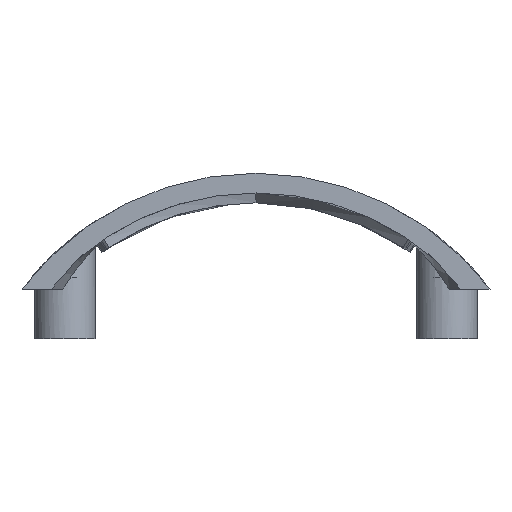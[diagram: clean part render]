
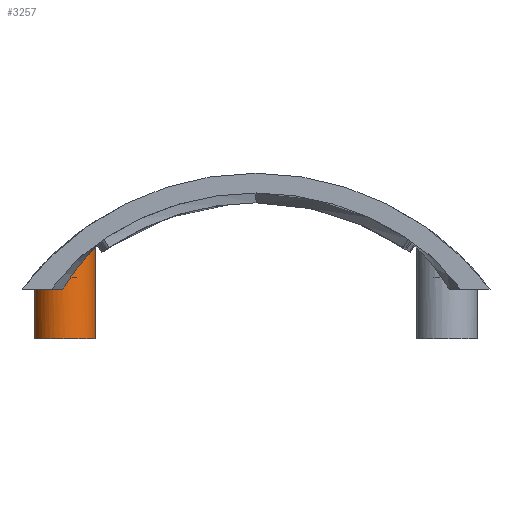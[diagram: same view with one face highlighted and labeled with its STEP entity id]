
A CAD part, front view. The second image highlights one B-rep face of the part: STEP entity #3257.
In plain terms, the highlighted cylindrical face has radius 3.1 mm (diameter 6.2 mm), a partial arc.
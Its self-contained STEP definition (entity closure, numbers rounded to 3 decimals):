
#8 = CARTESIAN_POINT ( 'NONE',  ( 7.355, 3.074, 4.117 ) ) ;
#98 = CARTESIAN_POINT ( 'NONE',  ( 4.644, 0.849, 0.774 ) ) ;
#390 = DIRECTION ( 'NONE',  ( 0., 0., 1. ) ) ;
#583 = CARTESIAN_POINT ( 'NONE',  ( 7.475, 3.937, 4.236 ) ) ;
#612 = CARTESIAN_POINT ( 'NONE',  ( 5.664, 1.118, 2.193 ) ) ;
#659 = CARTESIAN_POINT ( 'NONE',  ( 5.049, 0.911, 1.364 ) ) ;
#660 = CARTESIAN_POINT ( 'NONE',  ( 4.149, 0.846, 0. ) ) ;
#881 = CARTESIAN_POINT ( 'NONE',  ( 4.518, 0.84, 0.584 ) ) ;
#1040 = VERTEX_POINT ( 'NONE', #583 ) ;
#1091 = VECTOR ( 'NONE', #390, 1000. ) ;
#1149 = DIRECTION ( 'NONE',  ( 0., 0., 1. ) ) ;
#1275 = CARTESIAN_POINT ( 'NONE',  ( 6.665, 1.847, 3.388 ) ) ;
#1455 = CARTESIAN_POINT ( 'NONE',  ( 6.59, 1.768, 3.305 ) ) ;
#1591 = CARTESIAN_POINT ( 'NONE',  ( 4.653, 0.85, 0.788 ) ) ;
#1781 = DIRECTION ( 'NONE',  ( 0., 0., -1. ) ) ;
#1801 = CARTESIAN_POINT ( 'NONE',  ( 1.275, 3.938, -13.797 ) ) ;
#1827 = DIRECTION ( 'NONE',  ( 1., 0., 0. ) ) ;
#1898 = AXIS2_PLACEMENT_3D ( 'NONE', #5094, #4430, #3104 ) ;
#1991 = CARTESIAN_POINT ( 'NONE',  ( 7.475, 3.938, -13.797 ) ) ;
#2028 = CARTESIAN_POINT ( 'NONE',  ( 7.233, 2.731, 3.994 ) ) ;
#2072 = CARTESIAN_POINT ( 'NONE',  ( 6.884, 2.113, 3.628 ) ) ;
#2164 = CARTESIAN_POINT ( 'NONE',  ( 7.184, 2.621, 3.943 ) ) ;
#2258 = CARTESIAN_POINT ( 'NONE',  ( 4.325, 0.837, 0.283 ) ) ;
#2303 = CARTESIAN_POINT ( 'NONE',  ( 4.238, 0.839, 0.144 ) ) ;
#2443 = VERTEX_POINT ( 'NONE', #5933 ) ;
#2672 = CARTESIAN_POINT ( 'NONE',  ( 4.375, 3.938, 0. ) ) ;
#2685 = CARTESIAN_POINT ( 'NONE',  ( 7.101, 2.46, 3.857 ) ) ;
#2825 = CARTESIAN_POINT ( 'NONE',  ( 6.35, 1.546, 3.031 ) ) ;
#3104 = DIRECTION ( 'NONE',  ( 1., 0., 0. ) ) ;
#3151 = DIRECTION ( 'NONE',  ( 0., 0., 1. ) ) ;
#3200 = ORIENTED_EDGE ( 'NONE', *, *, #3376, .T. ) ;
#3257 = ADVANCED_FACE ( 'NONE', ( #8086 ), #5899, .T. ) ;
#3376 = EDGE_CURVE ( 'NONE', #1040, #4330, #6674, .T. ) ;
#3387 = CARTESIAN_POINT ( 'NONE',  ( 5.832, 1.2, 2.407 ) ) ;
#3481 = CARTESIAN_POINT ( 'NONE',  ( 5.588, 1.084, 2.094 ) ) ;
#3527 = CARTESIAN_POINT ( 'NONE',  ( 5.433, 1.021, 1.891 ) ) ;
#3571 = CARTESIAN_POINT ( 'NONE',  ( 7.475, 3.937, 4.236 ) ) ;
#3594 = CARTESIAN_POINT ( 'NONE',  ( 4.375, 3.938, -13.797 ) ) ;
#3856 = CIRCLE ( 'NONE', #1898, 3.1 ) ;
#3863 = DIRECTION ( 'NONE',  ( 1., 0., 0. ) ) ;
#3871 = LINE ( 'NONE', #1801, #1091 ) ;
#3971 = EDGE_CURVE ( 'NONE', #4330, #5428, #7572, .T. ) ;
#4143 = CARTESIAN_POINT ( 'NONE',  ( 6.119, 1.373, 2.757 ) ) ;
#4234 = CARTESIAN_POINT ( 'NONE',  ( 5.158, 0.938, 1.517 ) ) ;
#4328 = CARTESIAN_POINT ( 'NONE',  ( 6.475, 1.652, 3.175 ) ) ;
#4330 = VERTEX_POINT ( 'NONE', #660 ) ;
#4430 = DIRECTION ( 'NONE',  ( 0., 0., 1. ) ) ;
#4731 = LINE ( 'NONE', #1991, #5821 ) ;
#4903 = CARTESIAN_POINT ( 'NONE',  ( 5.728, 1.148, 2.274 ) ) ;
#4951 = CARTESIAN_POINT ( 'NONE',  ( 5.18, 0.944, 1.547 ) ) ;
#5041 = CARTESIAN_POINT ( 'NONE',  ( 7.01, 2.304, 3.762 ) ) ;
#5051 = ORIENTED_EDGE ( 'NONE', *, *, #3971, .T. ) ;
#5094 = CARTESIAN_POINT ( 'NONE',  ( 4.375, 3.938, -5.029 ) ) ;
#5428 = VERTEX_POINT ( 'NONE', #7913 ) ;
#5574 = CARTESIAN_POINT ( 'NONE',  ( 7.444, 3.437, 4.206 ) ) ;
#5620 = CARTESIAN_POINT ( 'NONE',  ( 6.181, 1.418, 2.832 ) ) ;
#5667 = CARTESIAN_POINT ( 'NONE',  ( 6.223, 1.448, 2.882 ) ) ;
#5712 = CARTESIAN_POINT ( 'NONE',  ( 5.968, 1.275, 2.575 ) ) ;
#5797 = CARTESIAN_POINT ( 'NONE',  ( 4.592, 0.845, 0.695 ) ) ;
#5821 = VECTOR ( 'NONE', #1149, 1000. ) ;
#5822 = EDGE_CURVE ( 'NONE', #8981, #2443, #3856, .T. ) ;
#5846 = CARTESIAN_POINT ( 'NONE',  ( 4.757, 0.86, 0.944 ) ) ;
#5899 = CYLINDRICAL_SURFACE ( 'NONE', #7384, 3.1 ) ;
#5933 = CARTESIAN_POINT ( 'NONE',  ( 7.475, 3.938, -5.029 ) ) ;
#6318 = CARTESIAN_POINT ( 'NONE',  ( 6.242, 1.463, 2.904 ) ) ;
#6321 = EDGE_CURVE ( 'NONE', #2443, #1040, #4731, .T. ) ;
#6363 = CARTESIAN_POINT ( 'NONE',  ( 5.718, 1.144, 2.261 ) ) ;
#6408 = CARTESIAN_POINT ( 'NONE',  ( 4.894, 0.879, 1.144 ) ) ;
#6451 = CARTESIAN_POINT ( 'NONE',  ( 7.475, 3.686, 4.236 ) ) ;
#6547 = ORIENTED_EDGE ( 'NONE', *, *, #8041, .F. ) ;
#6583 = CARTESIAN_POINT ( 'NONE',  ( 4.454, 0.838, 0.485 ) ) ;
#6610 = CARTESIAN_POINT ( 'NONE',  ( 1.275, 3.938, -5.029 ) ) ;
#6628 = CARTESIAN_POINT ( 'NONE',  ( 4.149, 0.846, 0. ) ) ;
#6674 = B_SPLINE_CURVE_WITH_KNOTS ( 'NONE', 3,
 ( #3571, #6451, #5574, #8, #8554, #2028, #2164, #2685, #7010, #5041, #9209, #2072, #7895, #7716, #1275, #1455, #4328, #2825, #6318, #5667, #5620, #4143, #5712, #3387, #4903, #6363, #7762, #612, #3481, #3527, #8511, #7848, #4951, #4234, #7099, #659, #6408, #5846, #1591, #98, #7373, #5797, #881, #6583, #2258, #2303, #6628 ),
 .UNSPECIFIED., .F., .F.,
 ( 4, 2, 2, 2, 2, 2, 2, 2, 1, 2, 2, 1, 1, 2, 2, 1, 1, 1, 2, 2, 1, 1, 1, 2, 2, 1, 1, 2, 4 ),
 ( 0.5, 0.562, 0.593, 0.625, 0.64, 0.656, 0.687, 0.703, 0.719, 0.75, 0.758, 0.765, 0.781, 0.812, 0.816, 0.82, 0.828, 0.844, 0.875, 0.879, 0.883, 0.891, 0.906, 0.937, 0.941, 0.945, 0.953, 0.969, 1. ),
 .UNSPECIFIED. ) ;
#7010 = CARTESIAN_POINT ( 'NONE',  ( 7.072, 2.408, 3.827 ) ) ;
#7099 = CARTESIAN_POINT ( 'NONE',  ( 5.126, 0.93, 1.472 ) ) ;
#7262 = AXIS2_PLACEMENT_3D ( 'NONE', #2672, #1781, #1827 ) ;
#7373 = CARTESIAN_POINT ( 'NONE',  ( 4.623, 0.847, 0.743 ) ) ;
#7384 = AXIS2_PLACEMENT_3D ( 'NONE', #3594, #3151, #3863 ) ;
#7572 = CIRCLE ( 'NONE', #7262, 3.1 ) ;
#7613 = ORIENTED_EDGE ( 'NONE', *, *, #5822, .T. ) ;
#7716 = CARTESIAN_POINT ( 'NONE',  ( 6.703, 1.89, 3.43 ) ) ;
#7762 = CARTESIAN_POINT ( 'NONE',  ( 5.697, 1.133, 2.234 ) ) ;
#7848 = CARTESIAN_POINT ( 'NONE',  ( 5.19, 0.947, 1.56 ) ) ;
#7895 = CARTESIAN_POINT ( 'NONE',  ( 6.814, 2.021, 3.553 ) ) ;
#7913 = CARTESIAN_POINT ( 'NONE',  ( 1.275, 3.938, 0. ) ) ;
#7941 = EDGE_LOOP ( 'NONE', ( #6547, #7613, #8187, #3200, #5051 ) ) ;
#8041 = EDGE_CURVE ( 'NONE', #8981, #5428, #3871, .T. ) ;
#8086 = FACE_OUTER_BOUND ( 'NONE', #7941, .T. ) ;
#8187 = ORIENTED_EDGE ( 'NONE', *, *, #6321, .T. ) ;
#8511 = CARTESIAN_POINT ( 'NONE',  ( 5.295, 0.976, 1.705 ) ) ;
#8554 = CARTESIAN_POINT ( 'NONE',  ( 7.319, 2.958, 4.08 ) ) ;
#8981 = VERTEX_POINT ( 'NONE', #6610 ) ;
#9209 = CARTESIAN_POINT ( 'NONE',  ( 6.98, 2.256, 3.73 ) ) ;
